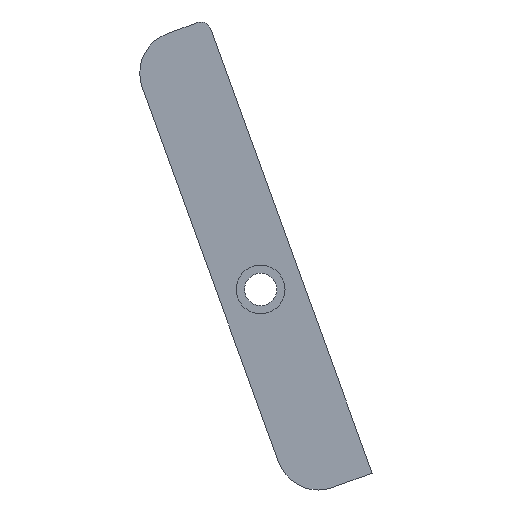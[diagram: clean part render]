
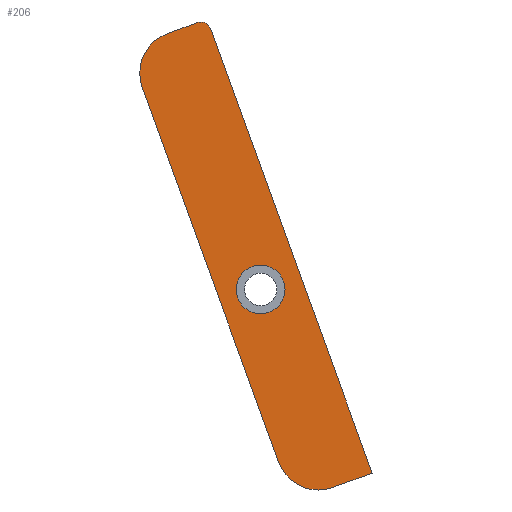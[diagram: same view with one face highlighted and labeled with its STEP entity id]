
A CAD part, left-side view. The second image highlights one B-rep face of the part: STEP entity #206.
In plain terms, the highlighted planar face has unit normal (-1, 0, 0).
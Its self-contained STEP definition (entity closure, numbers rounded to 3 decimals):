
#16=FACE_BOUND('',#53,.T.);
#19=CIRCLE('',#229,1.);
#21=CIRCLE('',#233,4.1);
#24=CIRCLE('',#239,4.1);
#25=CIRCLE('',#240,2.375);
#39=FACE_OUTER_BOUND('',#52,.T.);
#52=EDGE_LOOP('',(#167,#168,#169,#170,#171,#172,#173));
#53=EDGE_LOOP('',(#174));
#62=LINE('',#319,#79);
#68=LINE('',#335,#85);
#70=LINE('',#343,#87);
#73=LINE('',#353,#90);
#79=VECTOR('',#254,10.);
#85=VECTOR('',#268,10.);
#87=VECTOR('',#278,10.);
#90=VECTOR('',#289,10.);
#96=VERTEX_POINT('',#316);
#97=VERTEX_POINT('',#318);
#100=VERTEX_POINT('',#325);
#101=VERTEX_POINT('',#327);
#103=VERTEX_POINT('',#333);
#105=VERTEX_POINT('',#339);
#108=VERTEX_POINT('',#352);
#109=VERTEX_POINT('',#355);
#114=EDGE_CURVE('',#97,#96,#62,.T.);
#118=EDGE_CURVE('',#101,#100,#19,.T.);
#122=EDGE_CURVE('',#100,#103,#68,.T.);
#125=EDGE_CURVE('',#103,#105,#21,.T.);
#126=EDGE_CURVE('',#96,#101,#70,.T.);
#131=EDGE_CURVE('',#105,#108,#73,.T.);
#132=EDGE_CURVE('',#108,#97,#24,.T.);
#133=EDGE_CURVE('',#109,#109,#25,.T.);
#167=ORIENTED_EDGE('',*,*,#126,.T.);
#168=ORIENTED_EDGE('',*,*,#118,.T.);
#169=ORIENTED_EDGE('',*,*,#122,.T.);
#170=ORIENTED_EDGE('',*,*,#125,.T.);
#171=ORIENTED_EDGE('',*,*,#131,.T.);
#172=ORIENTED_EDGE('',*,*,#132,.T.);
#173=ORIENTED_EDGE('',*,*,#114,.T.);
#174=ORIENTED_EDGE('',*,*,#133,.T.);
#197=PLANE('',#238);
#206=ADVANCED_FACE('',(#39,#16),#197,.F.);
#229=AXIS2_PLACEMENT_3D('',#328,#261,#262);
#233=AXIS2_PLACEMENT_3D('',#341,#274,#275);
#238=AXIS2_PLACEMENT_3D('',#351,#287,#288);
#239=AXIS2_PLACEMENT_3D('',#354,#290,#291);
#240=AXIS2_PLACEMENT_3D('',#356,#292,#293);
#254=DIRECTION('',(0.,-0.94,0.342));
#261=DIRECTION('center_axis',(-1.,0.,0.));
#262=DIRECTION('ref_axis',(0.,0.342,0.94));
#268=DIRECTION('',(0.,0.94,-0.342));
#274=DIRECTION('center_axis',(-1.,0.,0.));
#275=DIRECTION('ref_axis',(0.,1.,0.));
#278=DIRECTION('',(0.,0.342,0.94));
#287=DIRECTION('center_axis',(1.,0.,0.));
#288=DIRECTION('ref_axis',(0.,1.,0.));
#289=DIRECTION('',(0.,-0.342,-0.94));
#290=DIRECTION('center_axis',(-1.,0.,0.));
#291=DIRECTION('ref_axis',(0.,1.,0.));
#292=DIRECTION('center_axis',(1.,0.,0.));
#293=DIRECTION('ref_axis',(0.,-1.,0.));
#316=CARTESIAN_POINT('',(12.4,24.268,133.76));
#318=CARTESIAN_POINT('',(12.4,28.121,132.358));
#319=CARTESIAN_POINT('',(12.4,28.121,132.358));
#325=CARTESIAN_POINT('',(12.4,41.283,177.584));
#327=CARTESIAN_POINT('',(12.4,40.001,176.986));
#328=CARTESIAN_POINT('Origin',(12.4,40.941,176.644));
#333=CARTESIAN_POINT('',(12.4,44.196,176.524));
#335=CARTESIAN_POINT('',(12.4,48.049,175.121));
#339=CARTESIAN_POINT('',(12.4,46.646,171.269));
#341=CARTESIAN_POINT('Origin',(12.4,42.794,172.671));
#343=CARTESIAN_POINT('',(12.4,26.755,140.592));
#351=CARTESIAN_POINT('Origin',(12.4,35.132,151.622));
#352=CARTESIAN_POINT('',(12.4,33.376,134.809));
#353=CARTESIAN_POINT('',(12.4,32.829,133.305));
#354=CARTESIAN_POINT('Origin',(12.4,29.523,136.211));
#355=CARTESIAN_POINT('',(12.4,37.507,151.622));
#356=CARTESIAN_POINT('Origin',(12.4,35.132,151.622));
